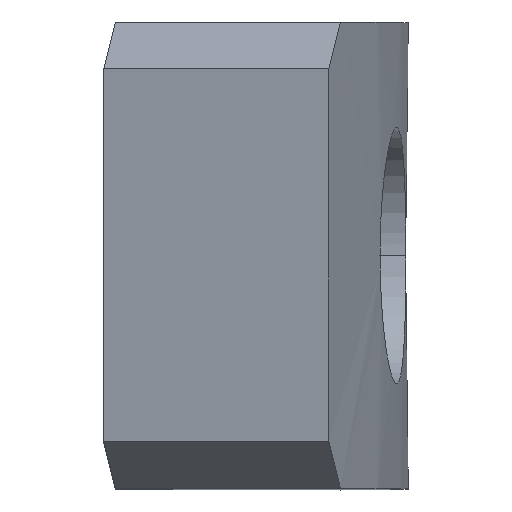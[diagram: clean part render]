
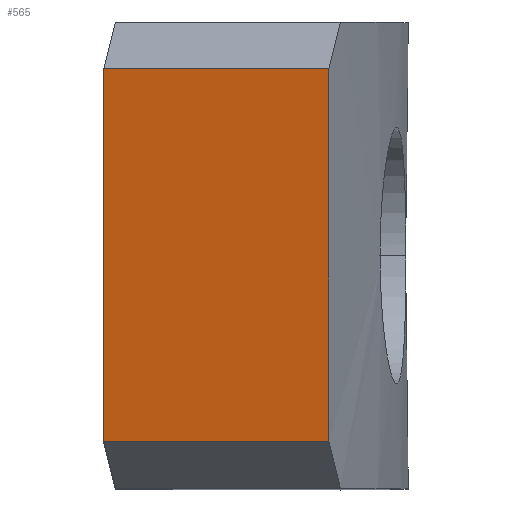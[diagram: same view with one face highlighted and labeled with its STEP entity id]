
A CAD part, top view. The second image highlights one B-rep face of the part: STEP entity #565.
In plain terms, the highlighted planar face has unit normal (-0.259, 0, 0.966).
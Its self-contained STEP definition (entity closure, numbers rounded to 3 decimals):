
#57 = VERTEX_POINT ( 'NONE', #725 ) ;
#82 = CARTESIAN_POINT ( 'NONE',  ( 86.933, 18., 23.294 ) ) ;
#95 = VERTEX_POINT ( 'NONE', #480 ) ;
#96 = DIRECTION ( 'NONE',  ( -0.966, 0., -0.259 ) ) ;
#97 = DIRECTION ( 'NONE',  ( 0., -1., 0. ) ) ;
#138 = DIRECTION ( 'NONE',  ( 0., -1., 0. ) ) ;
#139 = VERTEX_POINT ( 'NONE', #585 ) ;
#176 = LINE ( 'NONE', #911, #927 ) ;
#183 = EDGE_CURVE ( 'NONE', #57, #318, #359, .T. ) ;
#223 = EDGE_CURVE ( 'NONE', #57, #95, #761, .T. ) ;
#238 = PLANE ( 'NONE',  #275 ) ;
#248 = EDGE_CURVE ( 'NONE', #139, #95, #176, .T. ) ;
#263 = ORIENTED_EDGE ( 'NONE', *, *, #659, .T. ) ;
#275 = AXIS2_PLACEMENT_3D ( 'NONE', #532, #759, #96 ) ;
#291 = CARTESIAN_POINT ( 'NONE',  ( 86.933, 20., 23.294 ) ) ;
#308 = ORIENTED_EDGE ( 'NONE', *, *, #223, .F. ) ;
#318 = VERTEX_POINT ( 'NONE', #932 ) ;
#348 = VECTOR ( 'NONE', #138, 1000. ) ;
#359 = LINE ( 'NONE', #82, #596 ) ;
#409 = ORIENTED_EDGE ( 'NONE', *, *, #248, .T. ) ;
#431 = LINE ( 'NONE', #291, #348 ) ;
#467 = DIRECTION ( 'NONE',  ( 0.966, 0., 0.259 ) ) ;
#480 = CARTESIAN_POINT ( 'NONE',  ( 96.593, 2., 25.882 ) ) ;
#527 = CARTESIAN_POINT ( 'NONE',  ( 96.593, 20., 25.882 ) ) ;
#532 = CARTESIAN_POINT ( 'NONE',  ( 96.593, 20., 25.882 ) ) ;
#563 = EDGE_LOOP ( 'NONE', ( #308, #898, #263, #409 ) ) ;
#565 = ADVANCED_FACE ( 'NONE', ( #685 ), #238, .F. ) ;
#585 = CARTESIAN_POINT ( 'NONE',  ( 86.933, 2., 23.294 ) ) ;
#596 = VECTOR ( 'NONE', #664, 1000. ) ;
#659 = EDGE_CURVE ( 'NONE', #318, #139, #431, .T. ) ;
#664 = DIRECTION ( 'NONE',  ( -0.966, 0., -0.259 ) ) ;
#685 = FACE_OUTER_BOUND ( 'NONE', #563, .T. ) ;
#725 = CARTESIAN_POINT ( 'NONE',  ( 96.593, 18., 25.882 ) ) ;
#759 = DIRECTION ( 'NONE',  ( 0.259, 0., -0.966 ) ) ;
#761 = LINE ( 'NONE', #527, #831 ) ;
#831 = VECTOR ( 'NONE', #97, 1000. ) ;
#898 = ORIENTED_EDGE ( 'NONE', *, *, #183, .T. ) ;
#911 = CARTESIAN_POINT ( 'NONE',  ( 96.593, 2., 25.882 ) ) ;
#927 = VECTOR ( 'NONE', #467, 1000. ) ;
#932 = CARTESIAN_POINT ( 'NONE',  ( 86.933, 18., 23.294 ) ) ;
